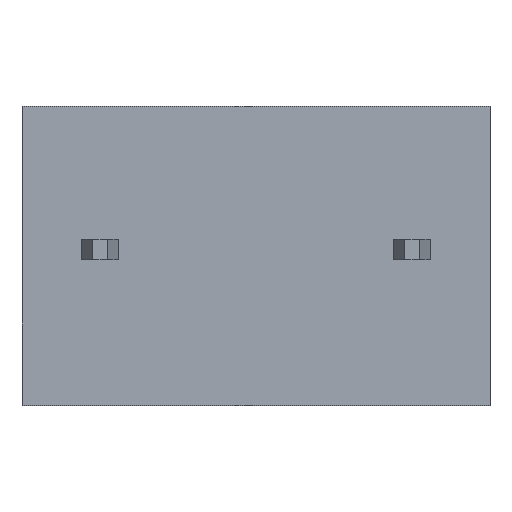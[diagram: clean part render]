
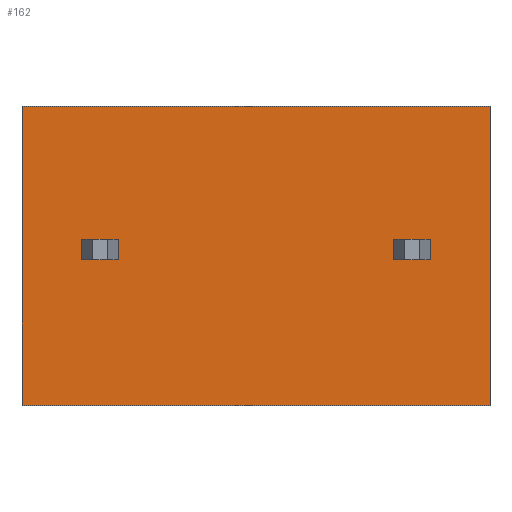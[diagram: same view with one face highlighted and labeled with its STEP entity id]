
A CAD part, top view. The second image highlights one B-rep face of the part: STEP entity #162.
In plain terms, the highlighted planar face has unit normal (0, 0, 1).
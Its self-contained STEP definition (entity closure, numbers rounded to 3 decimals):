
#162 = ADVANCED_FACE( '', ( #399, #400, #401 ), #402, .F. );
#399 = FACE_OUTER_BOUND( '', #732, .T. );
#400 = FACE_BOUND( '', #733, .T. );
#401 = FACE_BOUND( '', #734, .T. );
#402 = PLANE( '', #735 );
#732 = EDGE_LOOP( '', ( #1170, #1171, #1172, #1173 ) );
#733 = EDGE_LOOP( '', ( #1174, #1175, #1176, #1177 ) );
#734 = EDGE_LOOP( '', ( #1178, #1179, #1180, #1181 ) );
#735 = AXIS2_PLACEMENT_3D( '', #1182, #1183, #1184 );
#1170 = ORIENTED_EDGE( '', *, *, #1909, .T. );
#1171 = ORIENTED_EDGE( '', *, *, #1812, .T. );
#1172 = ORIENTED_EDGE( '', *, *, #1912, .F. );
#1173 = ORIENTED_EDGE( '', *, *, #1913, .F. );
#1174 = ORIENTED_EDGE( '', *, *, #1914, .F. );
#1175 = ORIENTED_EDGE( '', *, *, #1893, .F. );
#1176 = ORIENTED_EDGE( '', *, *, #1915, .T. );
#1177 = ORIENTED_EDGE( '', *, *, #1916, .F. );
#1178 = ORIENTED_EDGE( '', *, *, #1917, .F. );
#1179 = ORIENTED_EDGE( '', *, *, #1918, .F. );
#1180 = ORIENTED_EDGE( '', *, *, #1919, .T. );
#1181 = ORIENTED_EDGE( '', *, *, #1920, .F. );
#1182 = CARTESIAN_POINT( '', ( 141.302, 124.734, 0. ) );
#1183 = DIRECTION( '', ( 0., 0., -1. ) );
#1184 = DIRECTION( '', ( -1., 0., 0. ) );
#1812 = EDGE_CURVE( '', #2124, #2125, #2126, .T. );
#1893 = EDGE_CURVE( '', #2263, #2265, #2266, .T. );
#1909 = EDGE_CURVE( '', #2291, #2124, #2292, .T. );
#1912 = EDGE_CURVE( '', #2295, #2125, #2296, .T. );
#1913 = EDGE_CURVE( '', #2291, #2295, #2297, .T. );
#1914 = EDGE_CURVE( '', #2265, #2298, #2299, .T. );
#1915 = EDGE_CURVE( '', #2263, #2300, #2301, .T. );
#1916 = EDGE_CURVE( '', #2298, #2300, #2302, .T. );
#1917 = EDGE_CURVE( '', #2303, #2304, #2305, .T. );
#1918 = EDGE_CURVE( '', #2306, #2303, #2307, .T. );
#1919 = EDGE_CURVE( '', #2306, #2308, #2309, .T. );
#1920 = EDGE_CURVE( '', #2304, #2308, #2310, .T. );
#2124 = VERTEX_POINT( '', #2582 );
#2125 = VERTEX_POINT( '', #2583 );
#2126 = LINE( '', #2584, #2585 );
#2263 = VERTEX_POINT( '', #2772 );
#2265 = VERTEX_POINT( '', #2775 );
#2266 = LINE( '', #2776, #2777 );
#2291 = VERTEX_POINT( '', #2814 );
#2292 = LINE( '', #2815, #2816 );
#2295 = VERTEX_POINT( '', #2820 );
#2296 = LINE( '', #2821, #2822 );
#2297 = LINE( '', #2823, #2824 );
#2298 = VERTEX_POINT( '', #2825 );
#2299 = LINE( '', #2826, #2827 );
#2300 = VERTEX_POINT( '', #2828 );
#2301 = LINE( '', #2829, #2830 );
#2302 = LINE( '', #2831, #2832 );
#2303 = VERTEX_POINT( '', #2833 );
#2304 = VERTEX_POINT( '', #2834 );
#2305 = LINE( '', #2835, #2836 );
#2306 = VERTEX_POINT( '', #2837 );
#2307 = LINE( '', #2838, #2839 );
#2308 = VERTEX_POINT( '', #2840 );
#2309 = LINE( '', #2841, #2842 );
#2310 = LINE( '', #2843, #2844 );
#2582 = CARTESIAN_POINT( '', ( 177.077, 117.434, 0. ) );
#2583 = CARTESIAN_POINT( '', ( 177.077, 124.734, 0. ) );
#2584 = CARTESIAN_POINT( '', ( 177.077, 124.734, 0. ) );
#2585 = VECTOR( '', #3196, 1000. );
#2772 = CARTESIAN_POINT( '', ( 175.622, 121.484, 0. ) );
#2775 = CARTESIAN_POINT( '', ( 174.722, 121.484, 0. ) );
#2776 = CARTESIAN_POINT( '', ( 141.302, 121.484, 0. ) );
#2777 = VECTOR( '', #3290, 1000. );
#2814 = CARTESIAN_POINT( '', ( 165.647, 117.434, 0. ) );
#2815 = CARTESIAN_POINT( '', ( 141.302, 117.434, 0. ) );
#2816 = VECTOR( '', #3303, 1000. );
#2820 = CARTESIAN_POINT( '', ( 165.647, 124.734, 0. ) );
#2821 = CARTESIAN_POINT( '', ( 141.302, 124.734, 0. ) );
#2822 = VECTOR( '', #3305, 1000. );
#2823 = CARTESIAN_POINT( '', ( 165.647, 124.734, 0. ) );
#2824 = VECTOR( '', #3306, 1000. );
#2825 = CARTESIAN_POINT( '', ( 174.722, 120.984, 0. ) );
#2826 = CARTESIAN_POINT( '', ( 174.722, 124.734, 0. ) );
#2827 = VECTOR( '', #3307, 1000. );
#2828 = CARTESIAN_POINT( '', ( 175.622, 120.984, 0. ) );
#2829 = CARTESIAN_POINT( '', ( 175.622, 124.734, 0. ) );
#2830 = VECTOR( '', #3308, 1000. );
#2831 = CARTESIAN_POINT( '', ( 141.302, 120.984, 0. ) );
#2832 = VECTOR( '', #3309, 1000. );
#2833 = CARTESIAN_POINT( '', ( 167.102, 121.484, 0. ) );
#2834 = CARTESIAN_POINT( '', ( 167.102, 120.984, 0. ) );
#2835 = CARTESIAN_POINT( '', ( 167.102, 124.734, 0. ) );
#2836 = VECTOR( '', #3310, 1000. );
#2837 = CARTESIAN_POINT( '', ( 168.002, 121.484, 0. ) );
#2838 = CARTESIAN_POINT( '', ( 141.302, 121.484, 0. ) );
#2839 = VECTOR( '', #3311, 1000. );
#2840 = CARTESIAN_POINT( '', ( 168.002, 120.984, 0. ) );
#2841 = CARTESIAN_POINT( '', ( 168.002, 124.734, 0. ) );
#2842 = VECTOR( '', #3312, 1000. );
#2843 = CARTESIAN_POINT( '', ( 141.302, 120.984, 0. ) );
#2844 = VECTOR( '', #3313, 1000. );
#3196 = DIRECTION( '', ( 0., 1., 0. ) );
#3290 = DIRECTION( '', ( -1., 0., 0. ) );
#3303 = DIRECTION( '', ( 1., 0., 0. ) );
#3305 = DIRECTION( '', ( 1., 0., 0. ) );
#3306 = DIRECTION( '', ( 0., 1., 0. ) );
#3307 = DIRECTION( '', ( 0., -1., 0. ) );
#3308 = DIRECTION( '', ( 0., -1., 0. ) );
#3309 = DIRECTION( '', ( 1., 0., 0. ) );
#3310 = DIRECTION( '', ( 0., -1., 0. ) );
#3311 = DIRECTION( '', ( -1., 0., 0. ) );
#3312 = DIRECTION( '', ( 0., -1., 0. ) );
#3313 = DIRECTION( '', ( 1., 0., 0. ) );
